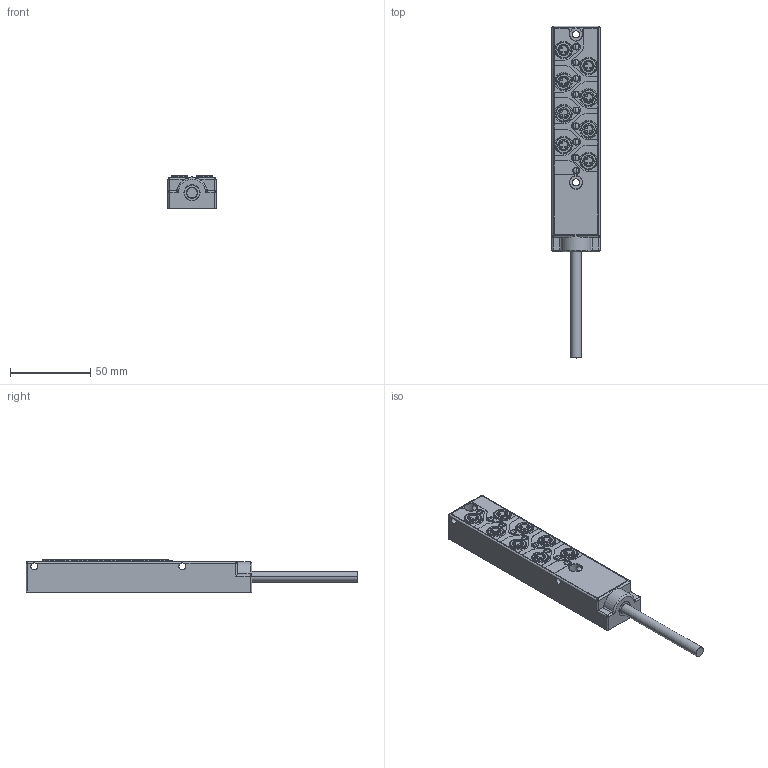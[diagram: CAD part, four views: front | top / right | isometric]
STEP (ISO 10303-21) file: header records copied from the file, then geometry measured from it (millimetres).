
FILE_DESCRIPTION (( 'STEP AP214' ), '1' );
FILE_NAME ('WI1302-2AM17T01NMB_10 1.STEP', '2023-07-31T12:24:05', ( '' ), ( '' ), 'SwSTEP 2.0', 'SolidWorks 2023', '' );
FILE_SCHEMA (( 'AUTOMOTIVE_DESIGN' ));
Length unit declared in the file: millimetre
Products named in the file (8): cabel WI1302-2AM17T01NMB_10_IN WORK name (whatever); WI1302-2AM17T01NMB_10 1; WI1302-2AM17T01NMB_10(2); WI1302-2AM17T01NMB_10 led_IN WORK name (whatever); WK00447__YDWK0096-1__M8x8__ ________________ __141x30mm_1; Part22WI1302-2AM17T01NMB_10 connector simplified_IN WORK name (whatever); WI1302-2AM17T01NMB_10 Sticker 3D_IN WORK name (whatever); OR00005 ______13.6x10mm ID7mm_1
Assembly tree (22 placements, depth 3):
  WI1302-2AM17T01NMB_10 1
    WI1302-2AM17T01NMB_10(2)
      WK00447__YDWK0096-1__M8x8__ ________________ __141x30mm_1
      OR00005 ______13.6x10mm ID7mm_1
    cabel WI1302-2AM17T01NMB_10_IN WORK name (whatever)
    WI1302-2AM17T01NMB_10 Sticker 3D_IN WORK name (whatever)
    WI1302-2AM17T01NMB_10 led_IN WORK name (whatever)  x9
    Part22WI1302-2AM17T01NMB_10 connector simplified_IN WORK name (whatever)  x8
Bounding box: 30 x 207.35 x 20 mm (x, y, z)
Volume: 65567.8 mm3; surface area: 36465 mm2
Topology: 21 solids, 21 shells, 524 faces, 1287 edges, 826 vertices
Faces by surface type: cylinder 296, plane 152, bspline 36, torus 22, sphere 18
Entity records: 15360 total; most frequent: CARTESIAN_POINT 4981, DIRECTION 2158, ORIENTED_EDGE 2018, EDGE_CURVE 1009, AXIS2_PLACEMENT_3D 859, VERTEX_POINT 660, EDGE_LOOP 493, CIRCLE 490
